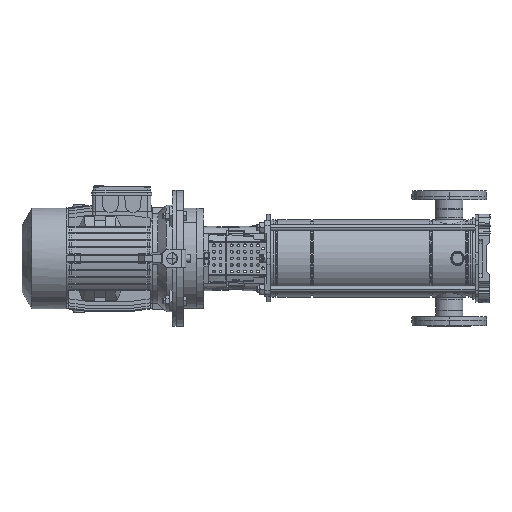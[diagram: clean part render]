
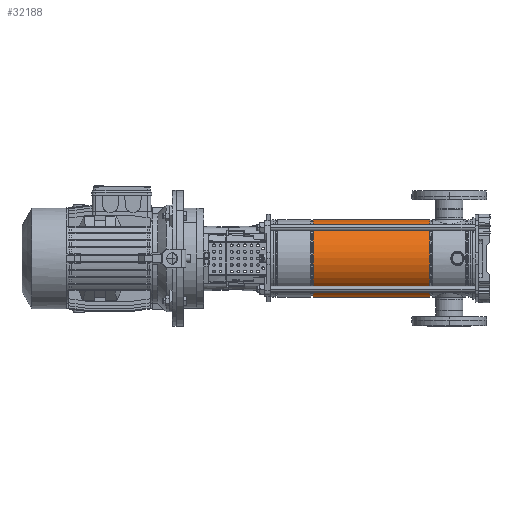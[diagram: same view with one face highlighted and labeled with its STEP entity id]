
A CAD part, left-side view. The second image highlights one B-rep face of the part: STEP entity #32188.
In plain terms, the highlighted cylindrical face has radius 85.9 mm (diameter 171.8 mm), a partial arc.
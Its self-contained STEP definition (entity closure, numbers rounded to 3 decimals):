
#1003 = DIRECTION ( 'NONE',  ( 0., 0., -1. ) ) ;
#2040 = DIRECTION ( 'NONE',  ( 0., 0., -1. ) ) ;
#3011 = EDGE_CURVE ( 'NONE', #27241, #76403, #32205, .T. ) ;
#6908 = CARTESIAN_POINT ( 'NONE',  ( -85.9, 0., 93.897 ) ) ;
#14308 = ORIENTED_EDGE ( 'NONE', *, *, #3011, .T. ) ;
#16316 = CARTESIAN_POINT ( 'NONE',  ( 85.9, 0., 0. ) ) ;
#22698 = CARTESIAN_POINT ( 'NONE',  ( 85.9, 0., 93.897 ) ) ;
#23940 = VERTEX_POINT ( 'NONE', #22698 ) ;
#26649 = CARTESIAN_POINT ( 'NONE',  ( 0., 0., 93.897 ) ) ;
#27073 = DIRECTION ( 'NONE',  ( -1., 0., 0. ) ) ;
#27241 = VERTEX_POINT ( 'NONE', #49664 ) ;
#27650 = EDGE_CURVE ( 'NONE', #27241, #23940, #73125, .T. ) ;
#28178 = EDGE_LOOP ( 'NONE', ( #86437, #14308, #31812, #53989 ) ) ;
#31812 = ORIENTED_EDGE ( 'NONE', *, *, #42221, .T. ) ;
#32188 = ADVANCED_FACE ( 'NONE', ( #33975 ), #65211, .T. ) ;
#32205 = CIRCLE ( 'NONE', #56674, 85.9 ) ;
#33975 = FACE_OUTER_BOUND ( 'NONE', #28178, .T. ) ;
#39317 = AXIS2_PLACEMENT_3D ( 'NONE', #26649, #81413, #48143 ) ;
#42094 = DIRECTION ( 'NONE',  ( 0., 0., -1. ) ) ;
#42221 = EDGE_CURVE ( 'NONE', #76403, #79707, #43123, .T. ) ;
#43123 = LINE ( 'NONE', #72346, #72737 ) ;
#47503 = CIRCLE ( 'NONE', #39317, 85.9 ) ;
#48143 = DIRECTION ( 'NONE',  ( -1., 0., 0. ) ) ;
#49664 = CARTESIAN_POINT ( 'NONE',  ( 85.9, 0., 351.103 ) ) ;
#51748 = EDGE_CURVE ( 'NONE', #23940, #79707, #47503, .T. ) ;
#53989 = ORIENTED_EDGE ( 'NONE', *, *, #51748, .F. ) ;
#56674 = AXIS2_PLACEMENT_3D ( 'NONE', #64448, #2040, #27073 ) ;
#64448 = CARTESIAN_POINT ( 'NONE',  ( 0., 0., 351.103 ) ) ;
#65211 = CYLINDRICAL_SURFACE ( 'NONE', #79119, 85.9 ) ;
#67253 = CARTESIAN_POINT ( 'NONE',  ( 0., 0., 0. ) ) ;
#72346 = CARTESIAN_POINT ( 'NONE',  ( -85.9, 0., 0. ) ) ;
#72737 = VECTOR ( 'NONE', #42094, 1000. ) ;
#73125 = LINE ( 'NONE', #16316, #80024 ) ;
#76403 = VERTEX_POINT ( 'NONE', #88920 ) ;
#79119 = AXIS2_PLACEMENT_3D ( 'NONE', #67253, #81071, #98452 ) ;
#79707 = VERTEX_POINT ( 'NONE', #6908 ) ;
#80024 = VECTOR ( 'NONE', #1003, 1000. ) ;
#81071 = DIRECTION ( 'NONE',  ( 0., 0., -1. ) ) ;
#81413 = DIRECTION ( 'NONE',  ( 0., 0., -1. ) ) ;
#86437 = ORIENTED_EDGE ( 'NONE', *, *, #27650, .F. ) ;
#88920 = CARTESIAN_POINT ( 'NONE',  ( -85.9, 0., 351.103 ) ) ;
#98452 = DIRECTION ( 'NONE',  ( -1., 0., 0. ) ) ;
